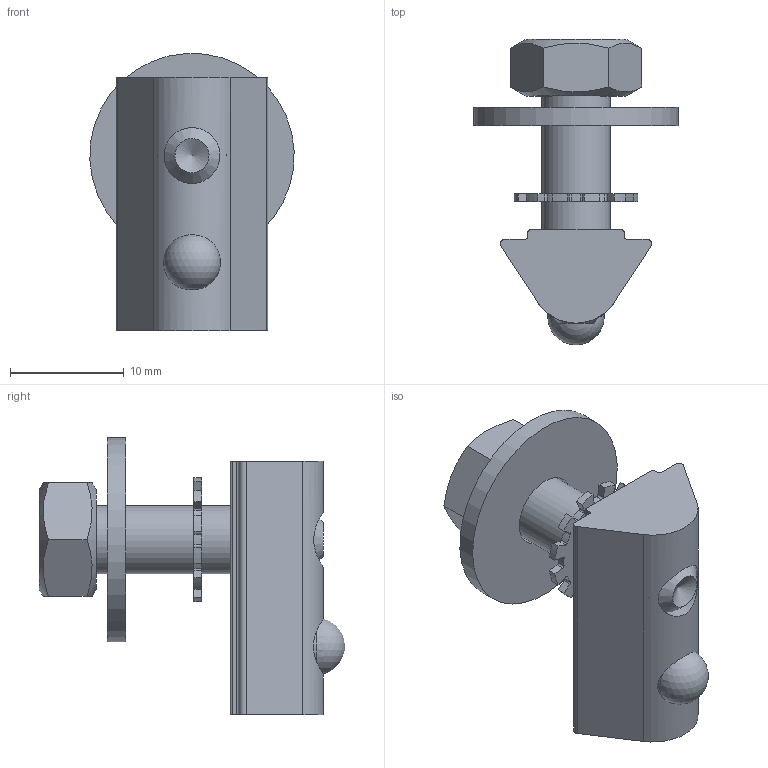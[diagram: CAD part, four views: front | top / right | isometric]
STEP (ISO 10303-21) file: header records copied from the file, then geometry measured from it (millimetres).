
FILE_DESCRIPTION(/* description */ (''),/* implementation_level */ '2;1');
FILE_NAME(/* name */ '11180_KriTec_Erdungssatz_8.stp',/* time_stamp */ '2016-07-06T12:04:31+02:00',/* author */ ('Steiner'),/* organization */ (''),/* preprocessor_version */ 'ST-DEVELOPER v16.1',/* originating_system */ 'Autodesk Inventor 2016',/* authorisation */ '');
FILE_SCHEMA (('AUTOMOTIVE_DESIGN { 1 0 10303 214 3 1 1 }'));
Length unit declared in the file: millimetre
Products named in the file (6): 11007_KriTec_Nutenstein_8_St_M6_mit_Steg; DIN 916 - M6  x  25; 10700_KriTec_Faecherscheibe_verzinkt_Form_A_6,4_11_DIN_6798; 10696_KriTec_Unterlegscheibe_Messing_DIN_9021_Ø6,4xØ18x1,6; 10678_KriTec_Sechskantmutter_Messing_DIN_934_M6; 11180_KriTec_Erdungssatz_8
Assembly tree (5 placements, depth 2):
  11180_KriTec_Erdungssatz_8
    11007_KriTec_Nutenstein_8_St_M6_mit_Steg
    DIN 916 - M6  x  25
    10700_KriTec_Faecherscheibe_verzinkt_Form_A_6,4_11_DIN_6798
    10696_KriTec_Unterlegscheibe_Messing_DIN_9021_Ø6,4xØ18x1,6
    10678_KriTec_Sechskantmutter_Messing_DIN_934_M6
Bounding box: 17.98 x 26.88 x 24.39 mm (x, y, z)
Volume: 2861.4 mm3; surface area: 2637.6 mm2
Topology: 5 solids, 5 shells, 130 faces, 343 edges, 223 vertices
Faces by surface type: cylinder 63, plane 58, cone 8, sphere 1
Full cylindrical faces by diameter (mm): 4.917 x2, 6 x1, 6.4 x2, 18 x1
Entity records: 4177 total; most frequent: CARTESIAN_POINT 797, DIRECTION 726, ORIENTED_EDGE 652, EDGE_CURVE 326, AXIS2_PLACEMENT_3D 277, VERTEX_POINT 220, LINE 172, VECTOR 172
